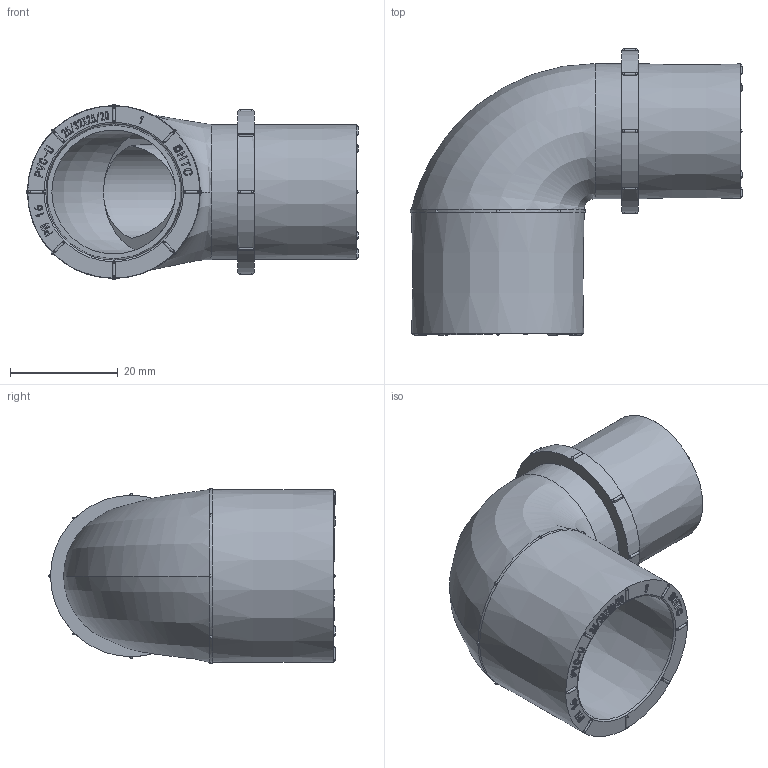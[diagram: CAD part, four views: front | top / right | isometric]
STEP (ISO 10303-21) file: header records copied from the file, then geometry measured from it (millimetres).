
FILE_DESCRIPTION(/* description */ (''),/* implementation_level */ '2;1');
FILE_NAME(/* name */ 'Z6G025020.stp',/* time_stamp */ '2025-04-08T16:19:08+08:00',/* author */ (''),/* organization */ (''),/* preprocessor_version */ 'ST-DEVELOPER v16.7',/* originating_system */ 'SIEMENS PLM Software NX 12.0',/* authorisation */ '');
FILE_SCHEMA (('AUTOMOTIVE_DESIGN { 1 0 10303 214 3 1 1 1 }'));
Length unit declared in the file: millimetre
Products named in the file (1): Admi1798C3ECdjrz
Bounding box: 61.66 x 53.15 x 32.62 mm (x, y, z)
Volume: 21593.1 mm3; surface area: 12827 mm2
Topology: 1 solids, 1 shells, 1219 faces, 3406 edges, 2204 vertices
Faces by surface type: plane 987, cylinder 122, bspline 54, sphere 32, cone 12, extrusion 8, revolution 2, torus 2
Full cylindrical faces by diameter (mm): 0.7 x1, 1 x1, 18 x1, 23 x1, 25.1 x1, 30 x1
Entity records: 44940 total; most frequent: CARTESIAN_POINT 17484, ORIENTED_EDGE 6690, DIRECTION 4191, EDGE_CURVE 3345, VERTEX_POINT 2200, B_SPLINE_CURVE_WITH_KNOTS 1862, AXIS2_PLACEMENT_3D 1531, EDGE_LOOP 1293
